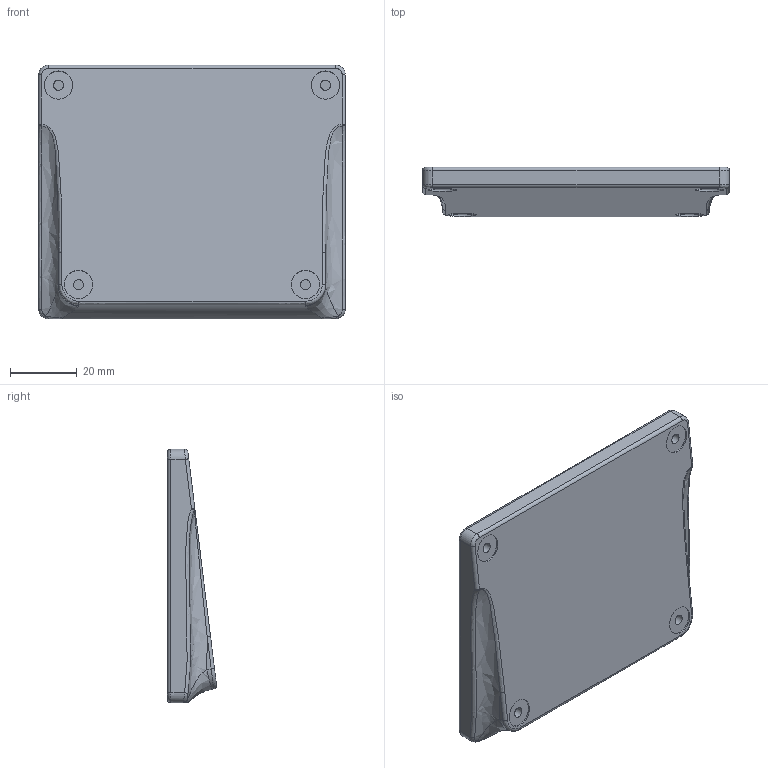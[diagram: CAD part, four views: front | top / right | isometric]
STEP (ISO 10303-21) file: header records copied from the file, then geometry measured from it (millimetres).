
FILE_DESCRIPTION(/* description */ (''),/* implementation_level */ '2;1');
FILE_NAME(/* name */ 'neely tray v1.step',/* time_stamp */ '2022-12-23T23:30:44-05:00',/* author */ (''),/* organization */ (''),/* preprocessor_version */ 'ST-DEVELOPER v19.2',/* originating_system */ 'Autodesk Translation Framework v11.17.0.187',/* authorisation */ '');
FILE_SCHEMA (('AUTOMOTIVE_DESIGN { 1 0 10303 214 3 1 1 }'));
Length unit declared in the file: millimetre
Products named in the file (1): neely tray
Bounding box: 92 x 14.69 x 76 mm (x, y, z)
Volume: 57042.7 mm3; surface area: 19086.6 mm2
Topology: 1 solids, 1 shells, 236 faces, 536 edges, 320 vertices
Faces by surface type: plane 106, cylinder 61, cone 40, bspline 23, torus 4, sphere 2
Full cylindrical faces by diameter (mm): 3 x4, 8.5 x4
Entity records: 7617 total; most frequent: CARTESIAN_POINT 2314, DIRECTION 1106, ORIENTED_EDGE 1072, EDGE_CURVE 536, AXIS2_PLACEMENT_3D 396, VERTEX_POINT 320, LINE 314, VECTOR 314
